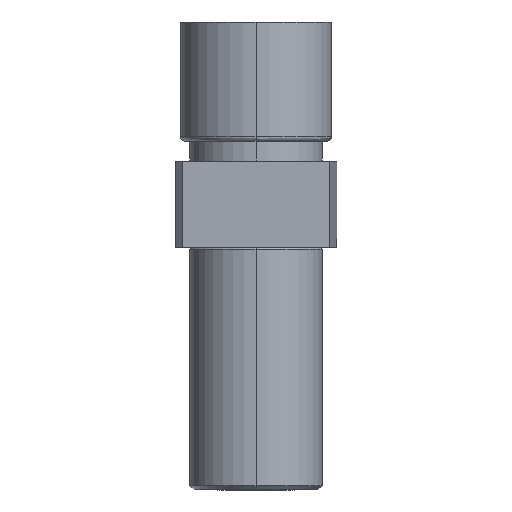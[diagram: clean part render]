
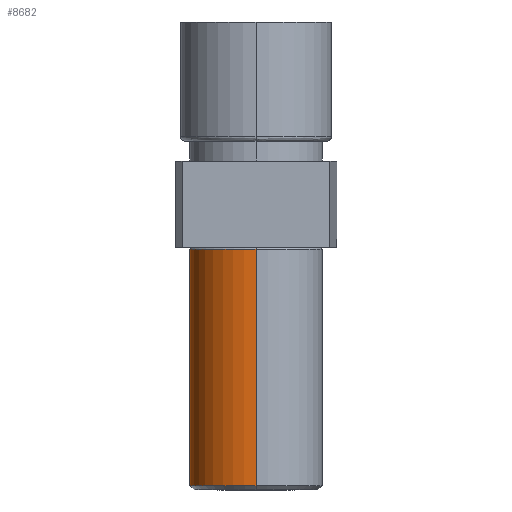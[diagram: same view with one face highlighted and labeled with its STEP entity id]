
A CAD part, left-side view. The second image highlights one B-rep face of the part: STEP entity #8682.
In plain terms, the highlighted cylindrical face has radius 3 mm (diameter 6 mm), a partial arc.
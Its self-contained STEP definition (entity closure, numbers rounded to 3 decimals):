
#617 = AXIS2_PLACEMENT_3D ( 'NONE', #7481, #7459, #7510 ) ;
#4678 = ORIENTED_EDGE ( 'NONE', *, *, #8045, .F. ) ;
#4697 = ORIENTED_EDGE ( 'NONE', *, *, #8083, .T. ) ;
#4706 = ORIENTED_EDGE ( 'NONE', *, *, #8027, .T. ) ;
#4713 = ORIENTED_EDGE ( 'NONE', *, *, #8059, .F. ) ;
#5658 = EDGE_LOOP ( 'NONE', ( #4678, #4706, #4697, #4713 ) ) ;
#6869 = VERTEX_POINT ( 'NONE', #10384 ) ;
#6871 = VERTEX_POINT ( 'NONE', #10353 ) ;
#6885 = VERTEX_POINT ( 'NONE', #10326 ) ;
#6893 = VERTEX_POINT ( 'NONE', #10355 ) ;
#7415 = FACE_OUTER_BOUND ( 'NONE', #5658, .T. ) ;
#7459 = DIRECTION ( 'NONE',  ( 0., 0., -1. ) ) ;
#7481 = CARTESIAN_POINT ( 'NONE',  ( -0.002, 0., -4.8 ) ) ;
#7486 = CYLINDRICAL_SURFACE ( 'NONE', #617, 3. ) ;
#7510 = DIRECTION ( 'NONE',  ( -1., 0., 0. ) ) ;
#7999 = CARTESIAN_POINT ( 'NONE',  ( -0.002, 0., -15.6 ) ) ;
#8010 = DIRECTION ( 'NONE',  ( -1., 0., 0. ) ) ;
#8015 = DIRECTION ( 'NONE',  ( 0., 0., 1. ) ) ;
#8027 = EDGE_CURVE ( 'NONE', #6871, #6885, #10535, .T. ) ;
#8045 = EDGE_CURVE ( 'NONE', #6871, #6893, #9547, .T. ) ;
#8059 = EDGE_CURVE ( 'NONE', #6893, #6869, #10654, .T. ) ;
#8083 = EDGE_CURVE ( 'NONE', #6885, #6869, #9537, .T. ) ;
#8682 = ADVANCED_FACE ( 'NONE', ( #7415 ), #7486, .T. ) ;
#9442 = VECTOR ( 'NONE', #10547, 1000. ) ;
#9524 = AXIS2_PLACEMENT_3D ( 'NONE', #10626, #10614, #10627 ) ;
#9531 = VECTOR ( 'NONE', #10674, 1000. ) ;
#9537 = CIRCLE ( 'NONE', #9541, 3. ) ;
#9541 = AXIS2_PLACEMENT_3D ( 'NONE', #7999, #8015, #8010 ) ;
#9547 = CIRCLE ( 'NONE', #9524, 3. ) ;
#10326 = CARTESIAN_POINT ( 'NONE',  ( 2.998, 0., -15.6 ) ) ;
#10353 = CARTESIAN_POINT ( 'NONE',  ( 2.998, 0., -4.9 ) ) ;
#10355 = CARTESIAN_POINT ( 'NONE',  ( -3.002, 0., -4.9 ) ) ;
#10384 = CARTESIAN_POINT ( 'NONE',  ( -3.002, 0., -15.6 ) ) ;
#10517 = CARTESIAN_POINT ( 'NONE',  ( 2.998, 0., -4.8 ) ) ;
#10535 = LINE ( 'NONE', #10517, #9442 ) ;
#10547 = DIRECTION ( 'NONE',  ( 0., 0., -1. ) ) ;
#10614 = DIRECTION ( 'NONE',  ( 0., 0., 1. ) ) ;
#10626 = CARTESIAN_POINT ( 'NONE',  ( -0.002, 0., -4.9 ) ) ;
#10627 = DIRECTION ( 'NONE',  ( -1., 0., 0. ) ) ;
#10654 = LINE ( 'NONE', #10673, #9531 ) ;
#10673 = CARTESIAN_POINT ( 'NONE',  ( -3.002, 0., -4.8 ) ) ;
#10674 = DIRECTION ( 'NONE',  ( 0., 0., -1. ) ) ;
